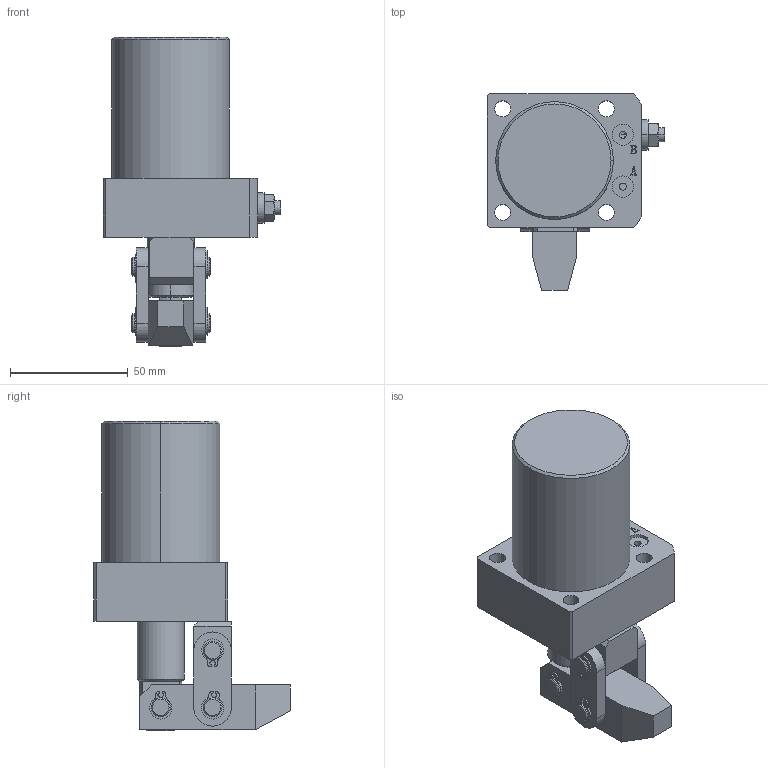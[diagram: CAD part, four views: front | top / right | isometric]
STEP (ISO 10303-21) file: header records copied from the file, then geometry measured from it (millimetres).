
FILE_DESCRIPTION (( 'STEP AP203' ), '1' );
FILE_NAME ('HLC-FAMT32R.STEP', '2019-10-10T11:09:11', ( '微软用户' ), ( '微软中国' ), 'SwSTEP 2.0', 'SolidWorks 2012', '' );
FILE_SCHEMA (( 'CONFIG_CONTROL_DESIGN' ));
Length unit declared in the file: millimetre
Products named in the file (10): HLC-FAMT32R; HLC-32盓厥裝; circlips for shaft--type a small gb_GB_CONNECTING_PIECE_RING_RRA 8; HLC-32酗种; HLC-FAMT32揤旋; HLC-FAMT32蟀裝; HLC-32活塞杆; HLC-32傻种; FCM25-覃誹概; HLC-FAMT32掛极
Assembly tree (16 placements, depth 2):
  HLC-FAMT32R
    HLC-FAMT32掛极
    FCM25-覃誹概
    HLC-32傻种
    HLC-32活塞杆
    HLC-FAMT32蟀裝  x2
    HLC-FAMT32揤旋
    HLC-32酗种  x2
    circlips for shaft--type a small gb_GB_CONNECTING_PIECE_RING_RRA 8  x6
    HLC-32盓厥裝
Bounding box: 75.2 x 83.5 x 131.5 mm (x, y, z)
Volume: 227323.4 mm3; surface area: 55063.3 mm2
Topology: 16 solids, 16 shells, 408 faces, 997 edges, 651 vertices
Faces by surface type: cylinder 191, plane 170, cone 25, bspline 16, torus 6
Entity records: 10045 total; most frequent: CARTESIAN_POINT 2345, DIRECTION 1379, ORIENTED_EDGE 1290, EDGE_CURVE 645, AXIS2_PLACEMENT_3D 505, VERTEX_POINT 419, VECTOR 369, LINE 369
